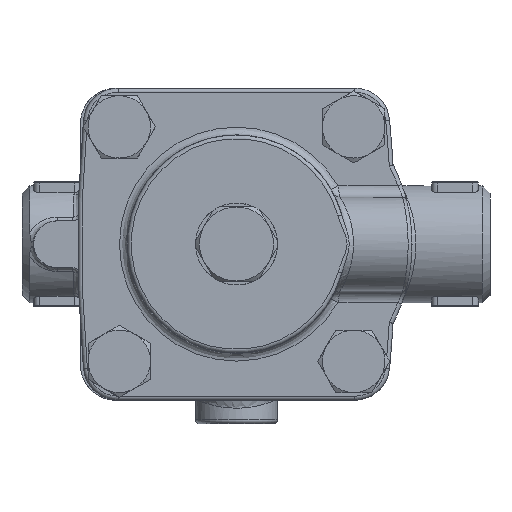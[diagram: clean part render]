
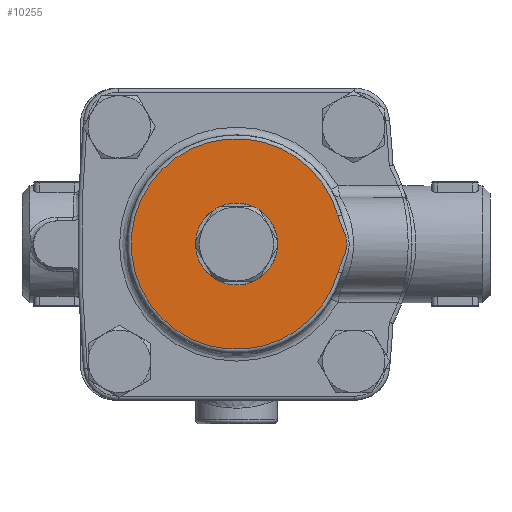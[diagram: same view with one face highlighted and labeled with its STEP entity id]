
A CAD part, top view. The second image highlights one B-rep face of the part: STEP entity #10255.
In plain terms, the highlighted planar face has unit normal (0, 0, 1).
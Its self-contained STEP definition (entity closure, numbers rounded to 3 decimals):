
#4960=CARTESIAN_POINT('',(10.5,0.,40.0));
#4961=VERTEX_POINT('',#4960);
#4962=CARTESIAN_POINT('',(0.,0.,40.0));
#4963=DIRECTION('',(0.0,0.0,-1.0));
#4964=DIRECTION('',(-1.0,0.0,0.0));
#4965=AXIS2_PLACEMENT_3D('',#4962,#4963,#4964);
#4966=CIRCLE('',#4965,10.5);
#4967=EDGE_CURVE('',#4961,#4961,#4966,.T.);
#9939=CARTESIAN_POINT('',(26.026,-7.186,40.0));
#9940=VERTEX_POINT('',#9939);
#9948=CARTESIAN_POINT('',(26.026,7.186,40.0));
#9949=VERTEX_POINT('',#9948);
#9950=CARTESIAN_POINT('',(0.,0.,40.0));
#9951=DIRECTION('',(0.0,0.0,-1.0));
#9952=DIRECTION('',(-1.0,0.,0.0));
#9953=AXIS2_PLACEMENT_3D('',#9950,#9951,#9952);
#9954=CIRCLE('',#9953,27.0);
#9955=EDGE_CURVE('',#9940,#9949,#9954,.T.);
#10114=CARTESIAN_POINT('',(26.026,7.186,40.));
#10115=CARTESIAN_POINT('',(26.218,6.49,40.0));
#10116=CARTESIAN_POINT('',(26.728,5.138,40.));
#10117=CARTESIAN_POINT('',(27.467,3.484,40.));
#10118=CARTESIAN_POINT('',(27.979,2.132,40.));
#10119=CARTESIAN_POINT('',(28.234,1.201,40.));
#10120=CARTESIAN_POINT('',(28.345,0.363,40.));
#10121=CARTESIAN_POINT('',(28.346,-0.361,40.));
#10122=CARTESIAN_POINT('',(28.267,-0.959,40.));
#10123=CARTESIAN_POINT('',(28.165,-1.43,40.));
#10124=CARTESIAN_POINT('',(28.041,-1.895,40.));
#10125=CARTESIAN_POINT('',(27.853,-2.467,40.));
#10126=CARTESIAN_POINT('',(27.549,-3.256,40.));
#10127=CARTESIAN_POINT('',(27.171,-4.144,40.));
#10128=CARTESIAN_POINT('',(26.602,-5.473,40.));
#10129=CARTESIAN_POINT('',(26.218,-6.49,40.0));
#10130=CARTESIAN_POINT('',(26.026,-7.186,40.0));
#10131=B_SPLINE_CURVE_WITH_KNOTS('',3,(#10114,#10115,#10116,#10117,#10118,#10119,#10120,#10121,#10122,#10123,#10124,#10125,#10126,#10127,#10128,#10129,#10130),.UNSPECIFIED.,.F.,.U.,(4,1,1,1,1,1,1,1,1,1,1,1,1,1,4),(0.,0.217,0.433,0.542,0.65,0.722,0.795,0.867,0.903,0.939,1.011,1.083,1.192,1.3,1.517),.UNSPECIFIED.);
#10132=EDGE_CURVE('',#9949,#9940,#10131,.T.);
#10243=CARTESIAN_POINT('',(0.,0.,40.0));
#10244=DIRECTION('',(0.0,0.0,-1.0));
#10245=DIRECTION('',(-1.0,0.0,0.0));
#10246=AXIS2_PLACEMENT_3D('',#10243,#10244,#10245);
#10247=PLANE('',#10246);
#10248=ORIENTED_EDGE('',*,*,#9955,.F.);
#10249=ORIENTED_EDGE('',*,*,#10132,.F.);
#10250=EDGE_LOOP('',(#10248,#10249));
#10251=FACE_OUTER_BOUND('',#10250,.T.);
#10252=ORIENTED_EDGE('',*,*,#4967,.T.);
#10253=EDGE_LOOP('',(#10252));
#10254=FACE_BOUND('',#10253,.T.);
#10255=ADVANCED_FACE('',(#10251,#10254),#10247,.F.);
